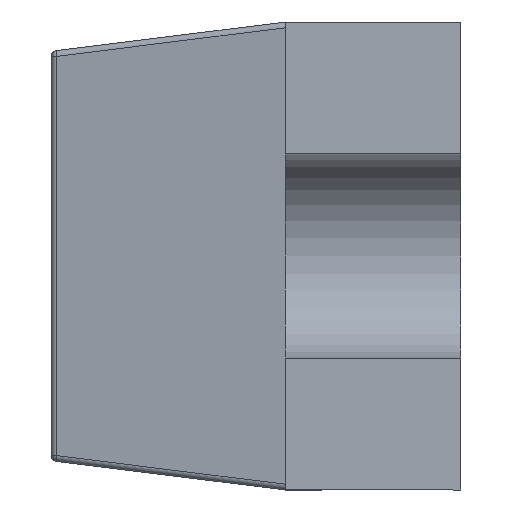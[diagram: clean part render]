
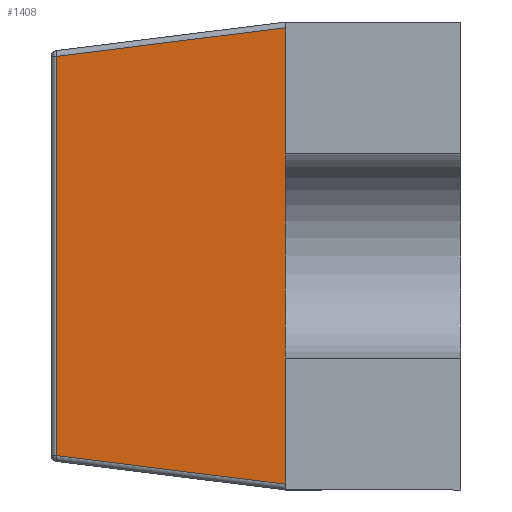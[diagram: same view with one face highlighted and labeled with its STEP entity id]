
A CAD part, left-side view. The second image highlights one B-rep face of the part: STEP entity #1408.
In plain terms, the highlighted planar face has unit normal (-0.992, 0.124, 0).
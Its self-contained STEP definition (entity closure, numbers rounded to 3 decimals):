
#28 = CARTESIAN_POINT ( 'NONE',  ( -0.471, 0.935, 0.311 ) ) ;
#39 = VECTOR ( 'NONE', #367, 1000. ) ;
#89 = EDGE_CURVE ( 'NONE', #2053, #1722, #1097, .T. ) ;
#140 = CARTESIAN_POINT ( 'NONE',  ( -0.501, 0.691, -0.35 ) ) ;
#275 = LINE ( 'NONE', #28, #39 ) ;
#353 = CARTESIAN_POINT ( 'NONE',  ( -0.55, 0.3, 0.4 ) ) ;
#367 = DIRECTION ( 'NONE',  ( 0.123, 0.985, -0.123 ) ) ;
#525 = CARTESIAN_POINT ( 'NONE',  ( -0.55, 0.3, 0.39 ) ) ;
#537 = CARTESIAN_POINT ( 'NONE',  ( -0.501, 0.691, 0.341 ) ) ;
#573 = VECTOR ( 'NONE', #1460, 1000. ) ;
#636 = VERTEX_POINT ( 'NONE', #827 ) ;
#785 = LINE ( 'NONE', #1517, #1801 ) ;
#802 = ORIENTED_EDGE ( 'NONE', *, *, #89, .T. ) ;
#827 = CARTESIAN_POINT ( 'NONE',  ( -0.55, 0.3, -0.39 ) ) ;
#852 = AXIS2_PLACEMENT_3D ( 'NONE', #1611, #923, #2114 ) ;
#866 = EDGE_CURVE ( 'NONE', #1722, #636, #785, .T. ) ;
#923 = DIRECTION ( 'NONE',  ( 0.992, -0.124, 0. ) ) ;
#987 = CARTESIAN_POINT ( 'NONE',  ( -0.501, 0.691, -0.341 ) ) ;
#1097 = LINE ( 'NONE', #140, #573 ) ;
#1261 = EDGE_CURVE ( 'NONE', #1852, #2053, #275, .T. ) ;
#1328 = FACE_OUTER_BOUND ( 'NONE', #2175, .T. ) ;
#1386 = PLANE ( 'NONE',  #852 ) ;
#1408 = ADVANCED_FACE ( 'NONE', ( #1328 ), #1386, .F. ) ;
#1444 = LINE ( 'NONE', #353, #1853 ) ;
#1460 = DIRECTION ( 'NONE',  ( 0., 0., -1. ) ) ;
#1517 = CARTESIAN_POINT ( 'NONE',  ( -0.519, 0.547, -0.359 ) ) ;
#1611 = CARTESIAN_POINT ( 'NONE',  ( -0.5, 0.7, -1.6 ) ) ;
#1686 = DIRECTION ( 'NONE',  ( -0.123, -0.985, -0.123 ) ) ;
#1699 = ORIENTED_EDGE ( 'NONE', *, *, #866, .T. ) ;
#1722 = VERTEX_POINT ( 'NONE', #987 ) ;
#1801 = VECTOR ( 'NONE', #1686, 1000. ) ;
#1844 = ORIENTED_EDGE ( 'NONE', *, *, #1893, .F. ) ;
#1852 = VERTEX_POINT ( 'NONE', #525 ) ;
#1853 = VECTOR ( 'NONE', #2032, 1000. ) ;
#1893 = EDGE_CURVE ( 'NONE', #1852, #636, #1444, .T. ) ;
#1895 = ORIENTED_EDGE ( 'NONE', *, *, #1261, .T. ) ;
#2032 = DIRECTION ( 'NONE',  ( 0., 0., -1. ) ) ;
#2053 = VERTEX_POINT ( 'NONE', #537 ) ;
#2114 = DIRECTION ( 'NONE',  ( 0.124, 0.992, 0. ) ) ;
#2175 = EDGE_LOOP ( 'NONE', ( #802, #1699, #1844, #1895 ) ) ;
